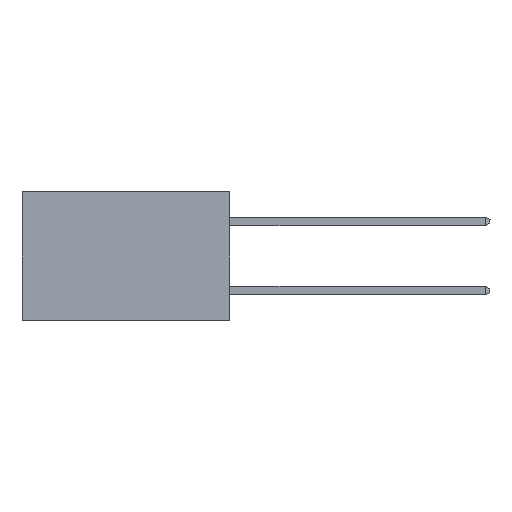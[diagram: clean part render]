
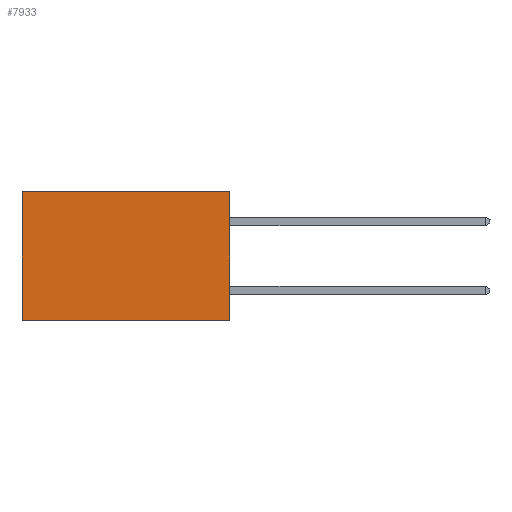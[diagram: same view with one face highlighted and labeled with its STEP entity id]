
A CAD part, left-side view. The second image highlights one B-rep face of the part: STEP entity #7933.
In plain terms, the highlighted planar face has unit normal (-1, 0, 0).
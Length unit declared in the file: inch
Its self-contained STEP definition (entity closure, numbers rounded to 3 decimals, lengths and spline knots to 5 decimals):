
#128 = DIRECTION ( 'NONE',  ( 0., 0., -1. ) ) ;
#996 = DIRECTION ( 'NONE',  ( 1., 0., 0. ) ) ;
#1272 = VECTOR ( 'NONE', #16685, 39.37008 ) ;
#1795 = CARTESIAN_POINT ( 'NONE',  ( 0.2615, 0., -0.37 ) ) ;
#2543 = EDGE_CURVE ( 'NONE', #10967, #16549, #8735, .T. ) ;
#2617 = CARTESIAN_POINT ( 'NONE',  ( 0.2615, 0.6, 0. ) ) ;
#2657 = FACE_OUTER_BOUND ( 'NONE', #14922, .T. ) ;
#2926 = LINE ( 'NONE', #1795, #15884 ) ;
#4498 = VERTEX_POINT ( 'NONE', #11849 ) ;
#6498 = LINE ( 'NONE', #20154, #21177 ) ;
#6715 = DIRECTION ( 'NONE',  ( 0., 0., -1. ) ) ;
#7564 = CARTESIAN_POINT ( 'NONE',  ( 0.2615, 0., 0. ) ) ;
#7795 = DIRECTION ( 'NONE',  ( 0., 0., -1. ) ) ;
#7933 = ADVANCED_FACE ( 'NONE', ( #2657 ), #21007, .F. ) ;
#8735 = LINE ( 'NONE', #15525, #18588 ) ;
#9455 = CARTESIAN_POINT ( 'NONE',  ( 0.2615, 0., -0.37 ) ) ;
#10665 = ORIENTED_EDGE ( 'NONE', *, *, #17240, .F. ) ;
#10967 = VERTEX_POINT ( 'NONE', #7564 ) ;
#11468 = CARTESIAN_POINT ( 'NONE',  ( 0.2615, 0., -0.37 ) ) ;
#11683 = CARTESIAN_POINT ( 'NONE',  ( 0.2615, 0., -0.37 ) ) ;
#11849 = CARTESIAN_POINT ( 'NONE',  ( 0.2615, 0.6, -0.37 ) ) ;
#12421 = AXIS2_PLACEMENT_3D ( 'NONE', #9455, #996, #7795 ) ;
#12773 = ORIENTED_EDGE ( 'NONE', *, *, #17663, .F. ) ;
#13857 = DIRECTION ( 'NONE',  ( 0., 1., 0. ) ) ;
#14922 = EDGE_LOOP ( 'NONE', ( #19651, #12773, #10665, #20810 ) ) ;
#15525 = CARTESIAN_POINT ( 'NONE',  ( 0.2615, 0., 0. ) ) ;
#15884 = VECTOR ( 'NONE', #128, 39.37008 ) ;
#16549 = VERTEX_POINT ( 'NONE', #2617 ) ;
#16685 = DIRECTION ( 'NONE',  ( 0., 1., 0. ) ) ;
#17240 = EDGE_CURVE ( 'NONE', #10967, #17662, #2926, .T. ) ;
#17662 = VERTEX_POINT ( 'NONE', #11468 ) ;
#17663 = EDGE_CURVE ( 'NONE', #17662, #4498, #18352, .T. ) ;
#18352 = LINE ( 'NONE', #11683, #1272 ) ;
#18468 = EDGE_CURVE ( 'NONE', #16549, #4498, #6498, .T. ) ;
#18588 = VECTOR ( 'NONE', #13857, 39.37008 ) ;
#19651 = ORIENTED_EDGE ( 'NONE', *, *, #18468, .T. ) ;
#20154 = CARTESIAN_POINT ( 'NONE',  ( 0.2615, 0.6, -0.37 ) ) ;
#20810 = ORIENTED_EDGE ( 'NONE', *, *, #2543, .T. ) ;
#21007 = PLANE ( 'NONE',  #12421 ) ;
#21177 = VECTOR ( 'NONE', #6715, 39.37008 ) ;
